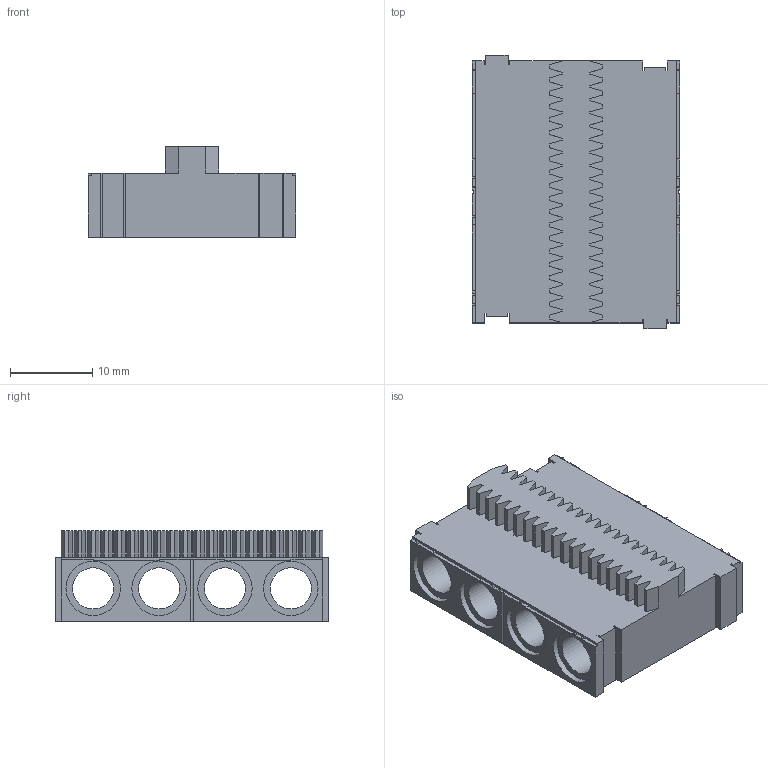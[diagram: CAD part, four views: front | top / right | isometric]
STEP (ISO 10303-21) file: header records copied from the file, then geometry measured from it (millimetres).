
FILE_DESCRIPTION(('Open CASCADE Model'),'2;1');
FILE_NAME('Open CASCADE Shape Model','2024-11-25T17:41:57',('Author'),( 'Open CASCADE'),'Open CASCADE STEP processor 7.7','Open CASCADE 7.7' ,'Unknown');
FILE_SCHEMA(('AUTOMOTIVE_DESIGN { 1 0 10303 214 1 1 1 1 }'));
Length unit declared in the file: millimetre
Products named in the file (1): Open CASCADE STEP translator 7.7 28
Bounding box: 25.2 x 33.2 x 11 mm (x, y, z)
Volume: 4024.1 mm3; surface area: 4622.5 mm2
Topology: 1 solids, 1 shells, 354 faces, 1020 edges, 680 vertices
Faces by surface type: plane 328, cylinder 26
Full cylindrical faces by diameter (mm): 5 x8, 6.6 x8
Entity records: 24742 total; most frequent: CARTESIAN_POINT 4143, DIRECTION 3814, LINE 2956, VECTOR 2956, ORIENTED_EDGE 2040, PCURVE 2040, DEFINITIONAL_REPRESENTATION 2040, EDGE_CURVE 1020
